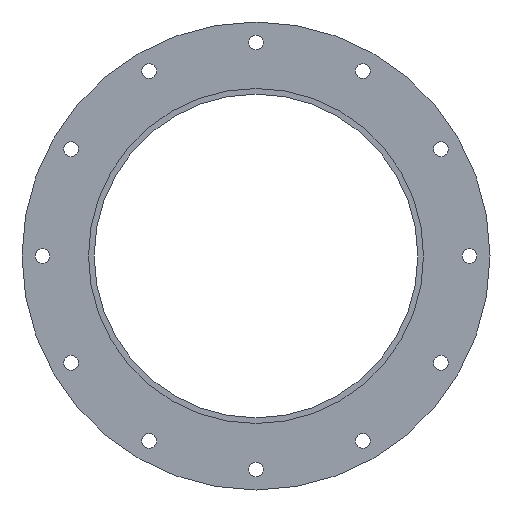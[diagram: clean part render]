
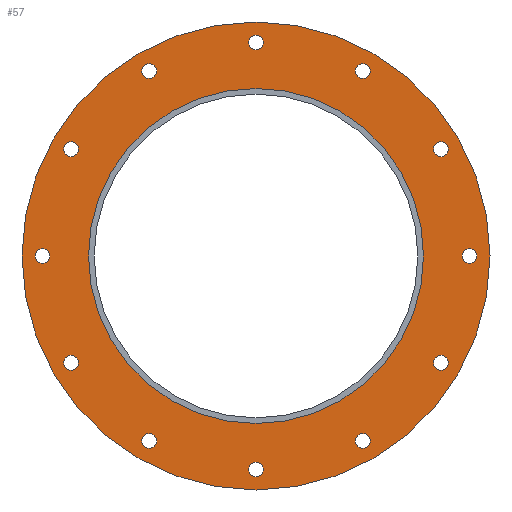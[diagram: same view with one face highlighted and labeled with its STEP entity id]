
A CAD part, front view. The second image highlights one B-rep face of the part: STEP entity #57.
In plain terms, the highlighted planar face has unit normal (0, -1, 0).
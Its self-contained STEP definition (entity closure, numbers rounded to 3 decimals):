
#9 = DIRECTION ( 'NONE',  ( 1., 0., 0. ) ) ;
#17 = DIRECTION ( 'NONE',  ( 0., 1., 0. ) ) ;
#20 = ORIENTED_EDGE ( 'NONE', *, *, #276, .T. ) ;
#21 = ORIENTED_EDGE ( 'NONE', *, *, #530, .T. ) ;
#22 = DIRECTION ( 'NONE',  ( 1., 0., 0. ) ) ;
#29 = DIRECTION ( 'NONE',  ( 0., 1., 0. ) ) ;
#33 = CIRCLE ( 'NONE', #254, 4.5 ) ;
#43 = FACE_BOUND ( 'NONE', #231, .T. ) ;
#48 = VERTEX_POINT ( 'NONE', #325 ) ;
#55 = FACE_BOUND ( 'NONE', #432, .T. ) ;
#57 = ADVANCED_FACE ( 'NONE', ( #112, #72, #348, #439, #473, #196, #55, #587, #606, #428, #172, #43, #221, #154 ), #490, .T. ) ;
#58 = EDGE_CURVE ( 'NONE', #581, #581, #412, .T. ) ;
#59 = ORIENTED_EDGE ( 'NONE', *, *, #341, .T. ) ;
#68 = VERTEX_POINT ( 'NONE', #565 ) ;
#71 = DIRECTION ( 'NONE',  ( 0., 1., 0. ) ) ;
#72 = FACE_BOUND ( 'NONE', #279, .T. ) ;
#77 = EDGE_CURVE ( 'NONE', #424, #424, #83, .T. ) ;
#83 = CIRCLE ( 'NONE', #322, 142.5 ) ;
#85 = EDGE_LOOP ( 'NONE', ( #298 ) ) ;
#87 = EDGE_LOOP ( 'NONE', ( #59 ) ) ;
#96 = AXIS2_PLACEMENT_3D ( 'NONE', #263, #364, #410 ) ;
#99 = AXIS2_PLACEMENT_3D ( 'NONE', #264, #466, #372 ) ;
#101 = CARTESIAN_POINT ( 'NONE',  ( 142.5, -16., 0. ) ) ;
#106 = CARTESIAN_POINT ( 'NONE',  ( 0., -16., -130. ) ) ;
#110 = DIRECTION ( 'NONE',  ( -1., 0., 0. ) ) ;
#112 = FACE_BOUND ( 'NONE', #444, .T. ) ;
#118 = EDGE_CURVE ( 'NONE', #68, #68, #415, .T. ) ;
#134 = CARTESIAN_POINT ( 'NONE',  ( -142.5, -16., 0. ) ) ;
#135 = CARTESIAN_POINT ( 'NONE',  ( 0., -16., 130. ) ) ;
#138 = AXIS2_PLACEMENT_3D ( 'NONE', #272, #71, #267 ) ;
#139 = CARTESIAN_POINT ( 'NONE',  ( -108.083, -16., 65. ) ) ;
#141 = CIRCLE ( 'NONE', #164, 4.5 ) ;
#154 = FACE_BOUND ( 'NONE', #575, .T. ) ;
#158 = DIRECTION ( 'NONE',  ( 0., 1., 0. ) ) ;
#164 = AXIS2_PLACEMENT_3D ( 'NONE', #520, #375, #380 ) ;
#165 = ORIENTED_EDGE ( 'NONE', *, *, #118, .T. ) ;
#169 = DIRECTION ( 'NONE',  ( 0., 1., 0. ) ) ;
#172 = FACE_BOUND ( 'NONE', #258, .T. ) ;
#173 = CIRCLE ( 'NONE', #186, 4.5 ) ;
#174 = CIRCLE ( 'NONE', #475, 4.5 ) ;
#177 = CARTESIAN_POINT ( 'NONE',  ( 117.083, -16., 65. ) ) ;
#180 = DIRECTION ( 'NONE',  ( 0., 1., 0. ) ) ;
#183 = ORIENTED_EDGE ( 'NONE', *, *, #536, .T. ) ;
#186 = AXIS2_PLACEMENT_3D ( 'NONE', #542, #17, #22 ) ;
#195 = DIRECTION ( 'NONE',  ( 1., 0., 0. ) ) ;
#196 = FACE_BOUND ( 'NONE', #228, .T. ) ;
#199 = DIRECTION ( 'NONE',  ( 0., -1., 0. ) ) ;
#209 = CARTESIAN_POINT ( 'NONE',  ( 0., -16., 0. ) ) ;
#217 = DIRECTION ( 'NONE',  ( 1., 0., 0. ) ) ;
#219 = DIRECTION ( 'NONE',  ( 1., 0., 0. ) ) ;
#221 = FACE_BOUND ( 'NONE', #467, .T. ) ;
#226 = CARTESIAN_POINT ( 'NONE',  ( -60.5, -16., 112.583 ) ) ;
#227 = DIRECTION ( 'NONE',  ( 1., 0., 0. ) ) ;
#228 = EDGE_LOOP ( 'NONE', ( #307 ) ) ;
#231 = EDGE_LOOP ( 'NONE', ( #433 ) ) ;
#232 = CIRCLE ( 'NONE', #592, 4.5 ) ;
#236 = EDGE_LOOP ( 'NONE', ( #21 ) ) ;
#240 = EDGE_CURVE ( 'NONE', #534, #534, #33, .T. ) ;
#247 = DIRECTION ( 'NONE',  ( -1., 0., 0. ) ) ;
#248 = CIRCLE ( 'NONE', #511, 4.5 ) ;
#249 = AXIS2_PLACEMENT_3D ( 'NONE', #106, #440, #195 ) ;
#254 = AXIS2_PLACEMENT_3D ( 'NONE', #324, #317, #556 ) ;
#258 = EDGE_LOOP ( 'NONE', ( #183 ) ) ;
#263 = CARTESIAN_POINT ( 'NONE',  ( 130., -16., 0. ) ) ;
#264 = CARTESIAN_POINT ( 'NONE',  ( 112.583, -16., 65. ) ) ;
#267 = DIRECTION ( 'NONE',  ( 1., 0., 0. ) ) ;
#272 = CARTESIAN_POINT ( 'NONE',  ( -65., -16., -112.583 ) ) ;
#273 = CARTESIAN_POINT ( 'NONE',  ( 4.5, -16., 130. ) ) ;
#276 = EDGE_CURVE ( 'NONE', #593, #593, #430, .T. ) ;
#277 = CARTESIAN_POINT ( 'NONE',  ( -125.5, -16., 0. ) ) ;
#279 = EDGE_LOOP ( 'NONE', ( #165 ) ) ;
#281 = EDGE_CURVE ( 'NONE', #472, #472, #232, .T. ) ;
#287 = EDGE_CURVE ( 'NONE', #426, #426, #489, .T. ) ;
#292 = AXIS2_PLACEMENT_3D ( 'NONE', #405, #549, #508 ) ;
#298 = ORIENTED_EDGE ( 'NONE', *, *, #77, .F. ) ;
#304 = EDGE_CURVE ( 'NONE', #548, #548, #516, .T. ) ;
#307 = ORIENTED_EDGE ( 'NONE', *, *, #394, .T. ) ;
#310 = VERTEX_POINT ( 'NONE', #139 ) ;
#316 = AXIS2_PLACEMENT_3D ( 'NONE', #209, #158, #247 ) ;
#317 = DIRECTION ( 'NONE',  ( 0., 1., 0. ) ) ;
#319 = CIRCLE ( 'NONE', #292, 4.5 ) ;
#322 = AXIS2_PLACEMENT_3D ( 'NONE', #447, #588, #110 ) ;
#324 = CARTESIAN_POINT ( 'NONE',  ( -130., -16., 0. ) ) ;
#325 = CARTESIAN_POINT ( 'NONE',  ( 69.5, -16., 112.583 ) ) ;
#341 = EDGE_CURVE ( 'NONE', #456, #456, #141, .T. ) ;
#348 = FACE_OUTER_BOUND ( 'NONE', #85, .T. ) ;
#353 = EDGE_CURVE ( 'NONE', #435, #435, #174, .T. ) ;
#364 = DIRECTION ( 'NONE',  ( 0., 1., 0. ) ) ;
#368 = CARTESIAN_POINT ( 'NONE',  ( 4.5, -16., -130. ) ) ;
#372 = DIRECTION ( 'NONE',  ( 1., 0., 0. ) ) ;
#375 = DIRECTION ( 'NONE',  ( 0., 1., 0. ) ) ;
#380 = DIRECTION ( 'NONE',  ( 1., 0., 0. ) ) ;
#383 = ORIENTED_EDGE ( 'NONE', *, *, #353, .T. ) ;
#389 = EDGE_LOOP ( 'NONE', ( #585 ) ) ;
#390 = ORIENTED_EDGE ( 'NONE', *, *, #287, .T. ) ;
#394 = EDGE_CURVE ( 'NONE', #310, #310, #173, .T. ) ;
#398 = CIRCLE ( 'NONE', #96, 4.5 ) ;
#402 = EDGE_CURVE ( 'NONE', #561, #561, #248, .T. ) ;
#405 = CARTESIAN_POINT ( 'NONE',  ( 65., -16., 112.583 ) ) ;
#409 = CARTESIAN_POINT ( 'NONE',  ( 112.583, -16., -65. ) ) ;
#410 = DIRECTION ( 'NONE',  ( 1., 0., 0. ) ) ;
#412 = CIRCLE ( 'NONE', #249, 4.5 ) ;
#415 = CIRCLE ( 'NONE', #316, 102. ) ;
#417 = CARTESIAN_POINT ( 'NONE',  ( -60.5, -16., -112.583 ) ) ;
#419 = CARTESIAN_POINT ( 'NONE',  ( 69.5, -16., -112.583 ) ) ;
#424 = VERTEX_POINT ( 'NONE', #134 ) ;
#426 = VERTEX_POINT ( 'NONE', #417 ) ;
#428 = FACE_BOUND ( 'NONE', #533, .T. ) ;
#430 = CIRCLE ( 'NONE', #99, 4.5 ) ;
#432 = EDGE_LOOP ( 'NONE', ( #611 ) ) ;
#433 = ORIENTED_EDGE ( 'NONE', *, *, #304, .T. ) ;
#435 = VERTEX_POINT ( 'NONE', #273 ) ;
#439 = FACE_BOUND ( 'NONE', #87, .T. ) ;
#440 = DIRECTION ( 'NONE',  ( 0., 1., 0. ) ) ;
#444 = EDGE_LOOP ( 'NONE', ( #390 ) ) ;
#447 = CARTESIAN_POINT ( 'NONE',  ( 0., -16., 0. ) ) ;
#454 = CARTESIAN_POINT ( 'NONE',  ( -65., -16., 112.583 ) ) ;
#456 = VERTEX_POINT ( 'NONE', #513 ) ;
#466 = DIRECTION ( 'NONE',  ( 0., 1., 0. ) ) ;
#467 = EDGE_LOOP ( 'NONE', ( #492 ) ) ;
#469 = CARTESIAN_POINT ( 'NONE',  ( 117.083, -16., -65. ) ) ;
#472 = VERTEX_POINT ( 'NONE', #419 ) ;
#473 = FACE_BOUND ( 'NONE', #389, .T. ) ;
#475 = AXIS2_PLACEMENT_3D ( 'NONE', #135, #180, #227 ) ;
#480 = ORIENTED_EDGE ( 'NONE', *, *, #58, .T. ) ;
#486 = AXIS2_PLACEMENT_3D ( 'NONE', #409, #29, #217 ) ;
#489 = CIRCLE ( 'NONE', #138, 4.5 ) ;
#490 = PLANE ( 'NONE',  #532 ) ;
#492 = ORIENTED_EDGE ( 'NONE', *, *, #281, .T. ) ;
#500 = DIRECTION ( 'NONE',  ( 0., 1., 0. ) ) ;
#508 = DIRECTION ( 'NONE',  ( 1., 0., 0. ) ) ;
#511 = AXIS2_PLACEMENT_3D ( 'NONE', #454, #500, #594 ) ;
#513 = CARTESIAN_POINT ( 'NONE',  ( -108.083, -16., -65. ) ) ;
#514 = CARTESIAN_POINT ( 'NONE',  ( 65., -16., -112.583 ) ) ;
#516 = CIRCLE ( 'NONE', #486, 4.5 ) ;
#520 = CARTESIAN_POINT ( 'NONE',  ( -112.583, -16., -65. ) ) ;
#530 = EDGE_CURVE ( 'NONE', #48, #48, #319, .T. ) ;
#532 = AXIS2_PLACEMENT_3D ( 'NONE', #101, #199, #9 ) ;
#533 = EDGE_LOOP ( 'NONE', ( #20 ) ) ;
#534 = VERTEX_POINT ( 'NONE', #277 ) ;
#536 = EDGE_CURVE ( 'NONE', #602, #602, #398, .T. ) ;
#542 = CARTESIAN_POINT ( 'NONE',  ( -112.583, -16., 65. ) ) ;
#548 = VERTEX_POINT ( 'NONE', #469 ) ;
#549 = DIRECTION ( 'NONE',  ( 0., 1., 0. ) ) ;
#556 = DIRECTION ( 'NONE',  ( 1., 0., 0. ) ) ;
#557 = EDGE_LOOP ( 'NONE', ( #383 ) ) ;
#561 = VERTEX_POINT ( 'NONE', #226 ) ;
#565 = CARTESIAN_POINT ( 'NONE',  ( -102., -16., 0. ) ) ;
#575 = EDGE_LOOP ( 'NONE', ( #480 ) ) ;
#581 = VERTEX_POINT ( 'NONE', #368 ) ;
#585 = ORIENTED_EDGE ( 'NONE', *, *, #240, .T. ) ;
#587 = FACE_BOUND ( 'NONE', #557, .T. ) ;
#588 = DIRECTION ( 'NONE',  ( 0., 1., 0. ) ) ;
#592 = AXIS2_PLACEMENT_3D ( 'NONE', #514, #169, #219 ) ;
#593 = VERTEX_POINT ( 'NONE', #177 ) ;
#594 = DIRECTION ( 'NONE',  ( 1., 0., 0. ) ) ;
#602 = VERTEX_POINT ( 'NONE', #607 ) ;
#606 = FACE_BOUND ( 'NONE', #236, .T. ) ;
#607 = CARTESIAN_POINT ( 'NONE',  ( 134.5, -16., 0. ) ) ;
#611 = ORIENTED_EDGE ( 'NONE', *, *, #402, .T. ) ;
